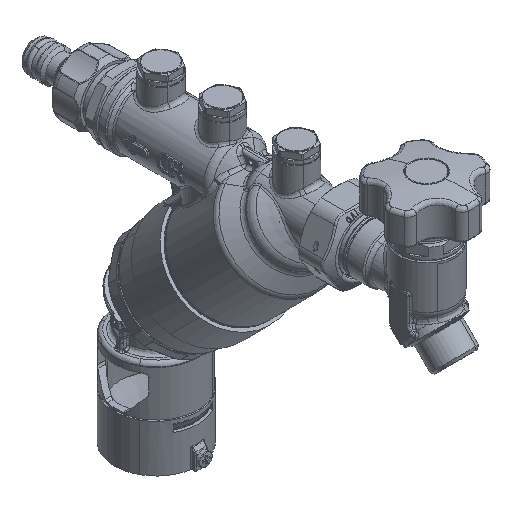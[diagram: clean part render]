
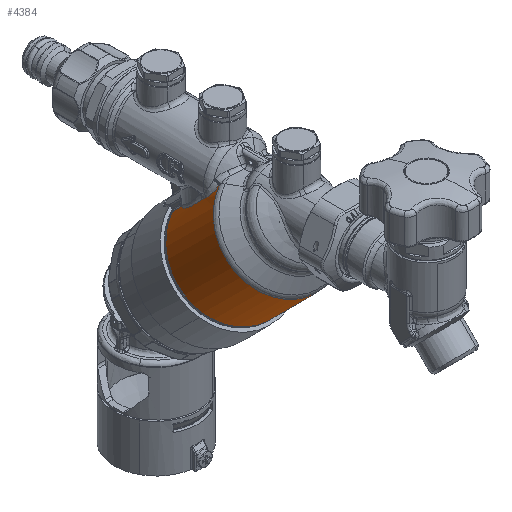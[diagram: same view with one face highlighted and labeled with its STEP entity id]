
A CAD part, isometric view. The second image highlights one B-rep face of the part: STEP entity #4384.
In plain terms, the highlighted cylindrical face has radius 28.25 mm (diameter 56.5 mm), a partial arc.
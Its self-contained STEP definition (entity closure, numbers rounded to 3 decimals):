
#3020=CARTESIAN_POINT('Axis2P3D Location',(0.,-10.638,-14.818)) ;
#3024=CARTESIAN_POINT('Vertex',(-13.781,6.8,2.62)) ;
#3026=CARTESIAN_POINT('Vertex',(13.544,-28.168,-32.348)) ;
#4308=CARTESIAN_POINT('Axis2P3D Location',(0.,3.13,-28.586)) ;
#4313=CARTESIAN_POINT('Line Origine',(-13.544,46.949,-37.344)) ;
#4317=CARTESIAN_POINT('Vertex',(-13.544,31.931,-22.326)) ;
#4319=CARTESIAN_POINT('Vertex',(-13.544,27.553,-17.948)) ;
#4322=CARTESIAN_POINT('Axis2P3D Location',(0.,14.401,-39.857)) ;
#4326=CARTESIAN_POINT('Vertex',(13.544,-3.129,-57.387)) ;
#4329=CARTESIAN_POINT('Line Origine',(13.544,11.888,-72.404)) ;
#4335=CARTESIAN_POINT('Control Point',(-14.047,6.94,2.267)) ;
#4336=CARTESIAN_POINT('Control Point',(-13.959,6.893,2.385)) ;
#4337=CARTESIAN_POINT('Control Point',(-13.871,6.846,2.503)) ;
#4338=CARTESIAN_POINT('Control Point',(-13.781,6.8,2.62)) ;
#4339=CARTESIAN_POINT('Vertex',(-14.047,6.94,2.267)) ;
#4343=CARTESIAN_POINT('Control Point',(-16.441,11.932,-4.9)) ;
#4344=CARTESIAN_POINT('Control Point',(-16.679,10.485,-3.694)) ;
#4345=CARTESIAN_POINT('Control Point',(-16.456,9.206,-2.192)) ;
#4346=CARTESIAN_POINT('Control Point',(-15.889,8.239,-0.623)) ;
#4347=CARTESIAN_POINT('Control Point',(-15.068,7.493,0.886)) ;
#4348=CARTESIAN_POINT('Control Point',(-14.047,6.94,2.267)) ;
#4349=CARTESIAN_POINT('Vertex',(-16.441,11.932,-4.9)) ;
#4353=CARTESIAN_POINT('Control Point',(-15.988,14.207,-6.725)) ;
#4354=CARTESIAN_POINT('Control Point',(-16.166,13.443,-6.133)) ;
#4355=CARTESIAN_POINT('Control Point',(-16.318,12.683,-5.525)) ;
#4356=CARTESIAN_POINT('Control Point',(-16.441,11.932,-4.9)) ;
#4357=CARTESIAN_POINT('Vertex',(-15.988,14.207,-6.725)) ;
#4361=CARTESIAN_POINT('Control Point',(-13.544,27.553,-17.948)) ;
#4362=CARTESIAN_POINT('Control Point',(-14.102,26.683,-17.509)) ;
#4363=CARTESIAN_POINT('Control Point',(-14.582,25.79,-17.016)) ;
#4364=CARTESIAN_POINT('Control Point',(-14.984,24.89,-16.47)) ;
#4365=CARTESIAN_POINT('Control Point',(-15.718,22.896,-15.145)) ;
#4366=CARTESIAN_POINT('Control Point',(-16.128,20.963,-13.616)) ;
#4367=CARTESIAN_POINT('Control Point',(-16.268,19.928,-12.722)) ;
#4368=CARTESIAN_POINT('Control Point',(-16.393,18.108,-11.026)) ;
#4369=CARTESIAN_POINT('Control Point',(-16.31,16.396,-9.232)) ;
#4370=CARTESIAN_POINT('Control Point',(-16.236,15.647,-8.407)) ;
#4371=CARTESIAN_POINT('Control Point',(-16.128,14.917,-7.571)) ;
#4372=CARTESIAN_POINT('Control Point',(-15.988,14.207,-6.725)) ;
#3021=DIRECTION('Axis2P3D Direction',(0.,-0.707,0.707)) ;
#4309=DIRECTION('Axis2P3D Direction',(0.,-0.707,0.707)) ;
#4310=DIRECTION('Axis2P3D XDirection',(-0.479,0.621,0.621)) ;
#4314=DIRECTION('Vector Direction',(0.,-0.707,0.707)) ;
#4323=DIRECTION('Axis2P3D Direction',(0.,-0.707,0.707)) ;
#4330=DIRECTION('Vector Direction',(0.,-0.707,0.707)) ;
#3022=AXIS2_PLACEMENT_3D('Circle Axis2P3D',#3020,#3021,$) ;
#4311=AXIS2_PLACEMENT_3D('Cylinder Axis2P3D',#4308,#4309,#4310) ;
#4324=AXIS2_PLACEMENT_3D('Circle Axis2P3D',#4322,#4323,$) ;
#4375=ORIENTED_EDGE('',*,*,#4321,.F.) ;
#4376=ORIENTED_EDGE('',*,*,#4328,.T.) ;
#4377=ORIENTED_EDGE('',*,*,#4333,.T.) ;
#4378=ORIENTED_EDGE('',*,*,#3028,.F.) ;
#4379=ORIENTED_EDGE('',*,*,#4341,.T.) ;
#4380=ORIENTED_EDGE('',*,*,#4351,.T.) ;
#4381=ORIENTED_EDGE('',*,*,#4359,.T.) ;
#4382=ORIENTED_EDGE('',*,*,#4373,.T.) ;
#4315=VECTOR('Line Direction',#4314,1.) ;
#4331=VECTOR('Line Direction',#4330,1.) ;
#4384=ADVANCED_FACE('PartBody',(#4383),#4312,.T.) ;
#4334=B_SPLINE_CURVE_WITH_KNOTS('',3,(#4335,#4336,#4337,#4338),.UNSPECIFIED.,.F.,.U.,(4,4),(59.572,60.149),.UNSPECIFIED.) ;
#4342=B_SPLINE_CURVE_WITH_KNOTS('',5,(#4343,#4344,#4345,#4346,#4347,#4348),.UNSPECIFIED.,.F.,.U.,(6,6),(7.494,18.907),.UNSPECIFIED.) ;
#4352=B_SPLINE_CURVE_WITH_KNOTS('',3,(#4353,#4354,#4355,#4356),.UNSPECIFIED.,.F.,.U.,(4,4),(12.927,17.019),.UNSPECIFIED.) ;
#4360=B_SPLINE_CURVE_WITH_KNOTS('',5,(#4361,#4362,#4363,#4364,#4365,#4366,#4367,#4368,#4369,#4370,#4371,#4372),.UNSPECIFIED.,.F.,.U.,(6,3,3,6),(0.,7.64,17.011,24.709),.UNSPECIFIED.) ;
#3023=CIRCLE('generated circle',#3022,28.25) ;
#4325=CIRCLE('generated circle',#4324,28.25) ;
#4312=CYLINDRICAL_SURFACE('generated cylinder',#4311,28.25) ;
#3028=EDGE_CURVE('',#3025,#3027,#3023,.T.) ;
#4321=EDGE_CURVE('',#4318,#4320,#4316,.T.) ;
#4328=EDGE_CURVE('',#4318,#4327,#4325,.T.) ;
#4333=EDGE_CURVE('',#4327,#3027,#4332,.T.) ;
#4341=EDGE_CURVE('',#3025,#4340,#4334,.F.) ;
#4351=EDGE_CURVE('',#4340,#4350,#4342,.F.) ;
#4359=EDGE_CURVE('',#4350,#4358,#4352,.F.) ;
#4373=EDGE_CURVE('',#4358,#4320,#4360,.F.) ;
#4374=EDGE_LOOP('',(#4375,#4376,#4377,#4378,#4379,#4380,#4381,#4382)) ;
#4383=FACE_OUTER_BOUND('',#4374,.T.) ;
#4316=LINE('Line',#4313,#4315) ;
#4332=LINE('Line',#4329,#4331) ;
#3025=VERTEX_POINT('',#3024) ;
#3027=VERTEX_POINT('',#3026) ;
#4318=VERTEX_POINT('',#4317) ;
#4320=VERTEX_POINT('',#4319) ;
#4327=VERTEX_POINT('',#4326) ;
#4340=VERTEX_POINT('',#4339) ;
#4350=VERTEX_POINT('',#4349) ;
#4358=VERTEX_POINT('',#4357) ;
